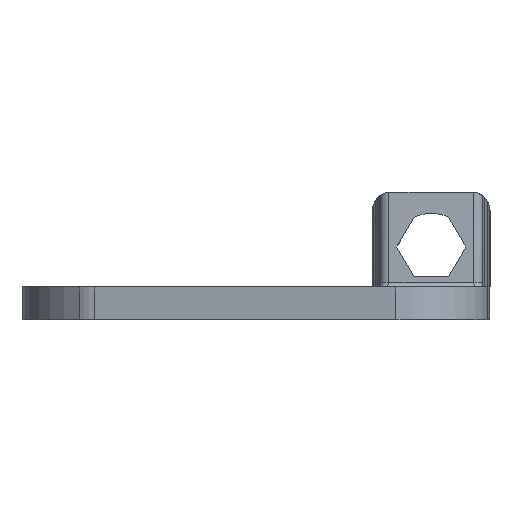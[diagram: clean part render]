
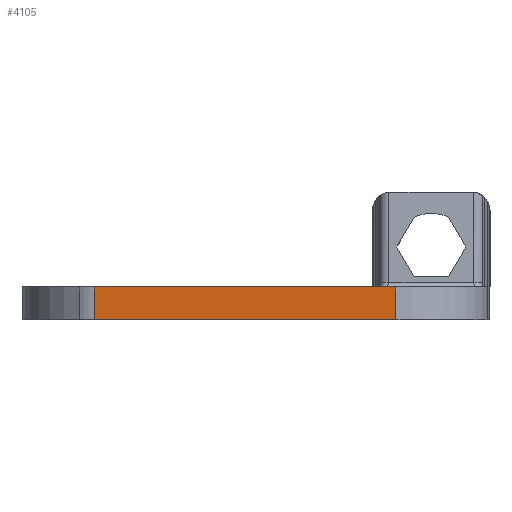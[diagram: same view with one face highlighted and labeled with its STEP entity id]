
A CAD part, left-side view. The second image highlights one B-rep face of the part: STEP entity #4105.
In plain terms, the highlighted planar face has unit normal (-0.991, 0.137, 0).
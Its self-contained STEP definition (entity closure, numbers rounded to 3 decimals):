
#368=PLANE('',#4360);
#527=FACE_OUTER_BOUND('',#740,.T.);
#740=EDGE_LOOP('',(#3113,#3114,#3115,#3116));
#990=LINE('',#5838,#1439);
#1004=LINE('',#5903,#1453);
#1011=LINE('',#5924,#1460);
#1012=LINE('',#5925,#1461);
#1439=VECTOR('',#4697,10.);
#1453=VECTOR('',#4753,10.);
#1460=VECTOR('',#4776,5.);
#1461=VECTOR('',#4777,10.);
#1968=VERTEX_POINT('',#5835);
#1969=VERTEX_POINT('',#5837);
#1999=VERTEX_POINT('',#5902);
#2005=VERTEX_POINT('',#5923);
#2388=EDGE_CURVE('',#1968,#1969,#990,.T.);
#2420=EDGE_CURVE('',#1969,#1999,#1004,.T.);
#2430=EDGE_CURVE('',#2005,#1968,#1011,.T.);
#2431=EDGE_CURVE('',#1999,#2005,#1012,.T.);
#3113=ORIENTED_EDGE('',*,*,#2420,.F.);
#3114=ORIENTED_EDGE('',*,*,#2388,.F.);
#3115=ORIENTED_EDGE('',*,*,#2430,.F.);
#3116=ORIENTED_EDGE('',*,*,#2431,.F.);
#4105=ADVANCED_FACE('',(#527),#368,.F.);
#4360=AXIS2_PLACEMENT_3D('',#5922,#4774,#4775);
#4697=DIRECTION('',(0.137,0.991,0.));
#4753=DIRECTION('',(0.,0.,1.));
#4774=DIRECTION('center_axis',(0.991,-0.137,0.));
#4775=DIRECTION('ref_axis',(-0.137,-0.991,0.));
#4776=DIRECTION('',(0.,0.,-1.));
#4777=DIRECTION('',(-0.137,-0.991,0.));
#5835=CARTESIAN_POINT('',(-10.05,1.942,-3.985));
#5837=CARTESIAN_POINT('',(-7.766,18.452,-3.985));
#5838=CARTESIAN_POINT('',(-8.1,16.038,-3.985));
#5902=CARTESIAN_POINT('',(-7.766,18.452,-2.185));
#5903=CARTESIAN_POINT('',(-7.766,18.452,-2.185));
#5922=CARTESIAN_POINT('Origin',(-7.71,18.852,-2.185));
#5923=CARTESIAN_POINT('',(-10.05,1.942,-2.185));
#5924=CARTESIAN_POINT('',(-10.05,1.942,-2.185));
#5925=CARTESIAN_POINT('',(-8.1,16.038,-2.185));
